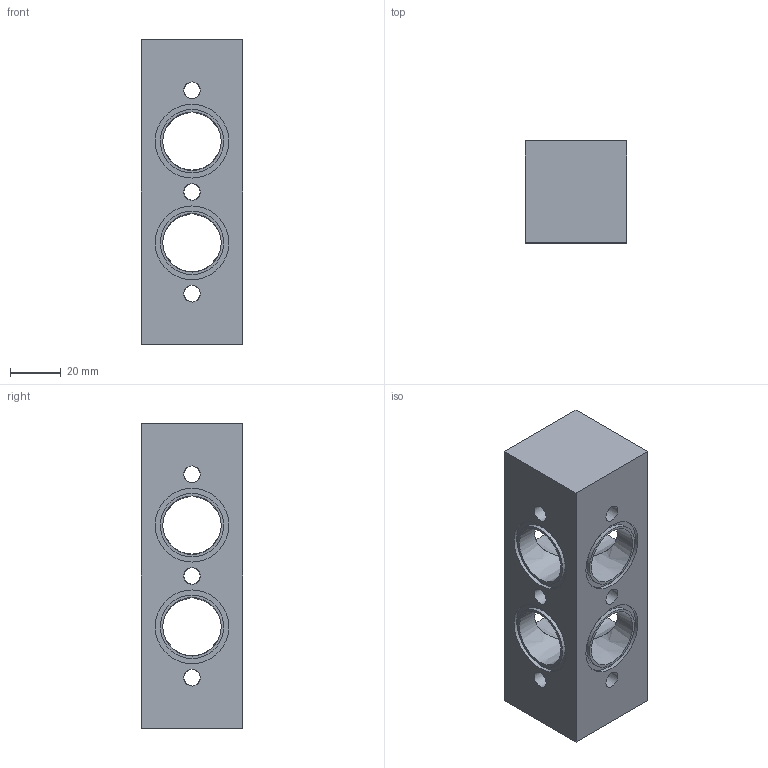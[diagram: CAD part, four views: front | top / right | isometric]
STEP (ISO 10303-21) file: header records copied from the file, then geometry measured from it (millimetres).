
FILE_DESCRIPTION((''),'2;1');
FILE_NAME('SD0183N.stp','2009-08-10T15:19:11',('teddy iii'),(''),'Autodesk Inventor 11','Autodesk Inventor 11','');
FILE_SCHEMA(('AUTOMOTIVE_DESIGN { 1 0 10303 214 1 1 1 1 }'));
Length unit declared in the file: millimetre
Products named in the file (1): SD0183N
Bounding box: 40 x 40 x 120 mm (x, y, z)
Volume: 131981.1 mm3; surface area: 32504.1 mm2
Topology: 1 solids, 1 shells, 58 faces, 120 edges, 70 vertices
Faces by surface type: plane 22, bspline 20, cylinder 16
Full cylindrical faces by diameter (mm): 25 x8, 29 x8
Entity records: 1699 total; most frequent: CARTESIAN_POINT 553, DIRECTION 234, ORIENTED_EDGE 168, EDGE_LOOP 130, AXIS2_PLACEMENT_3D 111, EDGE_CURVE 84, FACE_BOUND 72, VERTEX_POINT 70
